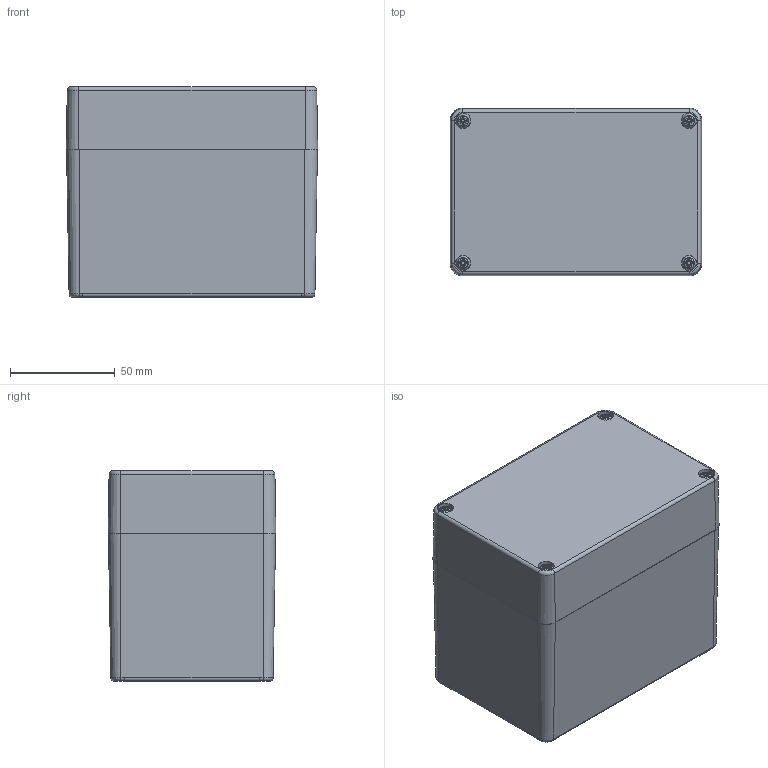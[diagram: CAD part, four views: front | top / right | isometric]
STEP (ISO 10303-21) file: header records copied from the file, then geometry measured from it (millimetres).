
FILE_DESCRIPTION((''),'2;1');
FILE_NAME('0302103300-MBM_128010-K_VE.stp','2015-12-22T15:07:35',('robin.rentz'),(''),'Autodesk Inventor 2012','Autodesk Inventor 2012','');
FILE_SCHEMA(('AUTOMOTIVE_DESIGN { 1 2 10303 214 0 1 1 1 }'));
Length unit declared in the file: millimetre
Products named in the file (6): 0302103300-MBM_128010-K_VE; 0301102902-UT_128070_VE; 0302102501-OT_128030-K_VE; xxx-O-Ring--OT--MBM-MBT_128030; 1990000013 Schrauben A2 BM4x38_15; 1990000007 M4 Gewindebuchse
Assembly tree (11 placements, depth 2):
  0302103300-MBM_128010-K_VE
    0301102902-UT_128070_VE
    0302102501-OT_128030-K_VE
    xxx-O-Ring--OT--MBM-MBT_128030
    1990000013 Schrauben A2 BM4x38_15  x4
    1990000007 M4 Gewindebuchse  x4
Bounding box: 120.3 x 80.3 x 100.5 mm (x, y, z)
Volume: 199165.5 mm3; surface area: 142392 mm2
Topology: 11 solids, 11 shells, 1640 faces, 3980 edges, 2414 vertices
Faces by surface type: plane 611, cylinder 439, cone 372, torus 171, bspline 40, sphere 7
Full cylindrical faces by diameter (mm): 3.242 x4, 3.3 x4, 4 x4, 4.4 x4, 4.5 x8, 4.8 x4, 5.1 x4, 6.8 x4, 7 x4, 7.4 x4, 7.5 x4
Entity records: 24823 total; most frequent: CARTESIAN_POINT 5441, DIRECTION 4317, ORIENTED_EDGE 3836, EDGE_CURVE 1918, AXIS2_PLACEMENT_3D 1767, VERTEX_POINT 1203, EDGE_LOOP 957, CIRCLE 931
